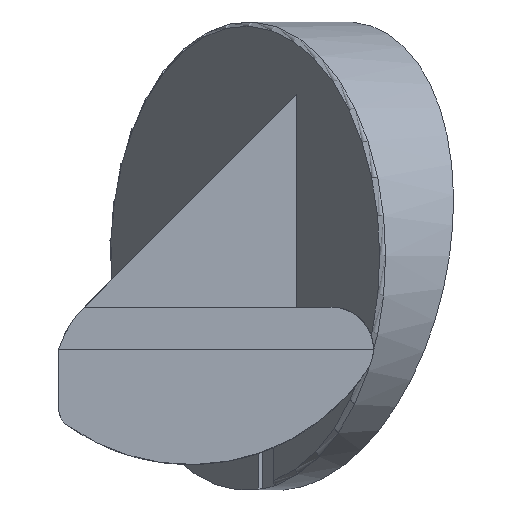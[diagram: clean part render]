
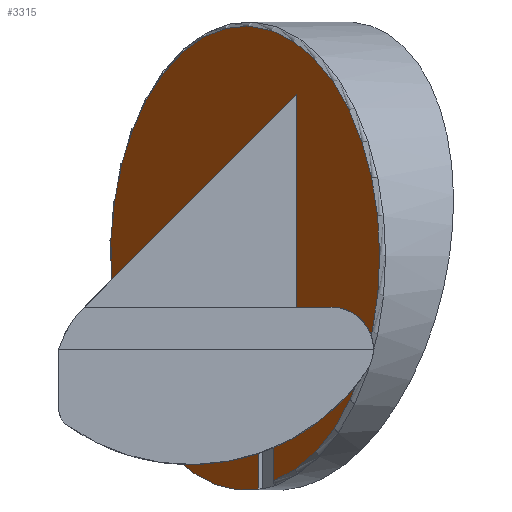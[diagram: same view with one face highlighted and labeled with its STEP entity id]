
A CAD part, front view. The second image highlights one B-rep face of the part: STEP entity #3315.
In plain terms, the highlighted planar face has unit normal (-0.811, -0.586, 0).
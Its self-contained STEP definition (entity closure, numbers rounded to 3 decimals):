
#122=FACE_OUTER_BOUND('',#296,.T.);
#296=EDGE_LOOP('',(#2178,#2179,#2180,#2181,#2182,#2183,#2184,#2185));
#514=CIRCLE('',#3506,27.5);
#515=CIRCLE('',#3507,27.);
#532=LINE('',#4640,#950);
#533=LINE('',#4642,#951);
#534=LINE('',#4646,#952);
#535=LINE('',#4648,#953);
#536=LINE('',#4650,#954);
#537=LINE('',#4653,#955);
#950=VECTOR('',#3746,10.);
#951=VECTOR('',#3747,10.);
#952=VECTOR('',#3750,10.);
#953=VECTOR('',#3751,10.);
#954=VECTOR('',#3752,10.);
#955=VECTOR('',#3755,10.);
#1368=VERTEX_POINT('',#4638);
#1369=VERTEX_POINT('',#4639);
#1370=VERTEX_POINT('',#4641);
#1371=VERTEX_POINT('',#4643);
#1372=VERTEX_POINT('',#4645);
#1373=VERTEX_POINT('',#4647);
#1374=VERTEX_POINT('',#4649);
#1375=VERTEX_POINT('',#4651);
#1692=EDGE_CURVE('',#1368,#1369,#532,.T.);
#1693=EDGE_CURVE('',#1370,#1369,#533,.T.);
#1694=EDGE_CURVE('',#1371,#1370,#514,.T.);
#1695=EDGE_CURVE('',#1371,#1372,#534,.T.);
#1696=EDGE_CURVE('',#1372,#1373,#535,.T.);
#1697=EDGE_CURVE('',#1373,#1374,#536,.T.);
#1698=EDGE_CURVE('',#1375,#1374,#515,.T.);
#1699=EDGE_CURVE('',#1368,#1375,#537,.T.);
#2178=ORIENTED_EDGE('',*,*,#1692,.T.);
#2179=ORIENTED_EDGE('',*,*,#1693,.F.);
#2180=ORIENTED_EDGE('',*,*,#1694,.F.);
#2181=ORIENTED_EDGE('',*,*,#1695,.T.);
#2182=ORIENTED_EDGE('',*,*,#1696,.T.);
#2183=ORIENTED_EDGE('',*,*,#1697,.T.);
#2184=ORIENTED_EDGE('',*,*,#1698,.F.);
#2185=ORIENTED_EDGE('',*,*,#1699,.F.);
#3150=PLANE('',#3505);
#3315=ADVANCED_FACE('',(#122),#3150,.F.);
#3505=AXIS2_PLACEMENT_3D('',#4637,#3744,#3745);
#3506=AXIS2_PLACEMENT_3D('',#4644,#3748,#3749);
#3507=AXIS2_PLACEMENT_3D('',#4652,#3753,#3754);
#3744=DIRECTION('center_axis',(0.811,0.585,0.));
#3745=DIRECTION('ref_axis',(-0.585,0.811,0.));
#3746=DIRECTION('',(0.,0.,-1.));
#3747=DIRECTION('',(0.585,-0.811,0.));
#3748=DIRECTION('center_axis',(0.811,0.585,0.));
#3749=DIRECTION('ref_axis',(-0.585,0.811,0.));
#3750=DIRECTION('',(0.,0.,1.));
#3751=DIRECTION('',(0.585,-0.811,0.));
#3752=DIRECTION('',(0.,0.,-1.));
#3753=DIRECTION('center_axis',(0.811,0.585,0.));
#3754=DIRECTION('ref_axis',(0.342,-0.474,0.811));
#3755=DIRECTION('',(-0.505,0.7,-0.505));
#4637=CARTESIAN_POINT('Origin',(94.192,6.728,11.));
#4638=CARTESIAN_POINT('',(100.28,-1.701,30.));
#4639=CARTESIAN_POINT('',(100.28,-1.701,0.));
#4640=CARTESIAN_POINT('',(100.28,-1.701,9.5));
#4641=CARTESIAN_POINT('',(79.435,27.161,0.));
#4642=CARTESIAN_POINT('',(88.928,14.017,0.));
#4643=CARTESIAN_POINT('',(95.758,4.561,-16.37));
#4644=CARTESIAN_POINT('Origin',(94.192,6.728,11.));
#4645=CARTESIAN_POINT('',(95.758,4.561,-7.));
#4646=CARTESIAN_POINT('',(95.758,4.561,-5.5));
#4647=CARTESIAN_POINT('',(97.53,2.106,-7.));
#4648=CARTESIAN_POINT('',(95.43,5.015,-7.));
#4649=CARTESIAN_POINT('',(97.53,2.106,-15.391));
#4650=CARTESIAN_POINT('',(97.53,2.106,-5.5));
#4651=CARTESIAN_POINT('',(78.47,28.498,8.19));
#4652=CARTESIAN_POINT('Origin',(94.192,6.728,11.));
#4653=CARTESIAN_POINT('',(91.163,10.922,20.883));
